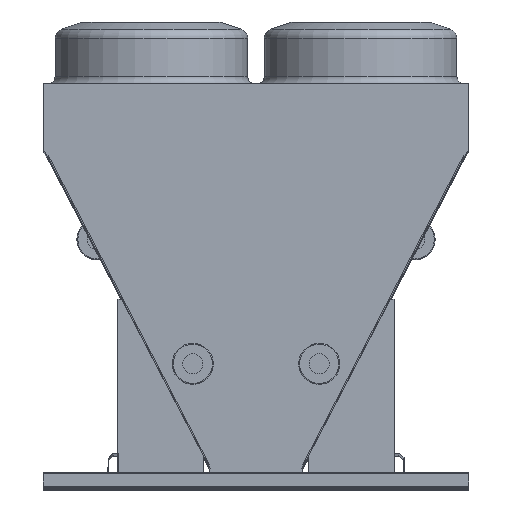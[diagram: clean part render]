
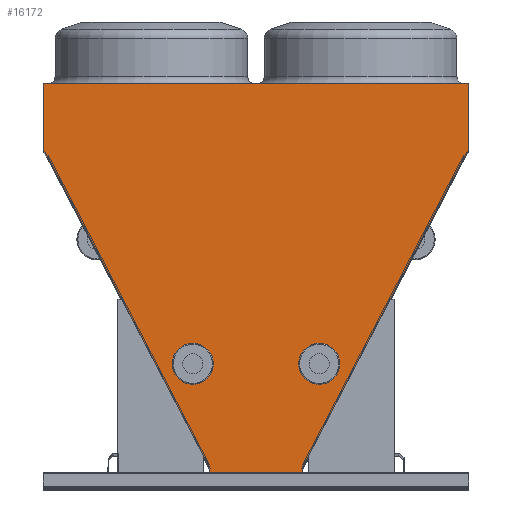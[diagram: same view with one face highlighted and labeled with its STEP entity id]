
A CAD part, top view. The second image highlights one B-rep face of the part: STEP entity #16172.
In plain terms, the highlighted planar face has unit normal (0, 0, 1).
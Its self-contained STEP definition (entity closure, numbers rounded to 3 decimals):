
#135 = VERTEX_POINT ( 'NONE', #9136 ) ;
#423 = LINE ( 'NONE', #17203, #7493 ) ;
#557 = LINE ( 'NONE', #24065, #23900 ) ;
#564 = CARTESIAN_POINT ( 'NONE',  ( 246.893, 17.358, 0. ) ) ;
#630 = DIRECTION ( 'NONE',  ( -1., 0., 0. ) ) ;
#1477 = VERTEX_POINT ( 'NONE', #26307 ) ;
#1781 = DIRECTION ( 'NONE',  ( 0., 0., -1. ) ) ;
#1786 = DIRECTION ( 'NONE',  ( -0.463, 0.886, 0. ) ) ;
#1822 = LINE ( 'NONE', #9927, #24211 ) ;
#2576 = CARTESIAN_POINT ( 'NONE',  ( 246.893, 1.482, 0. ) ) ;
#2660 = CARTESIAN_POINT ( 'NONE',  ( -279.893, 1.482, 0. ) ) ;
#3014 = FACE_OUTER_BOUND ( 'NONE', #19338, .T. ) ;
#3025 = ORIENTED_EDGE ( 'NONE', *, *, #23217, .T. ) ;
#3265 = VERTEX_POINT ( 'NONE', #15015 ) ;
#3273 = CARTESIAN_POINT ( 'NONE',  ( 245.39, 20.232, 0. ) ) ;
#3500 = ORIENTED_EDGE ( 'NONE', *, *, #25273, .T. ) ;
#3945 = VERTEX_POINT ( 'NONE', #29104 ) ;
#4266 = EDGE_CURVE ( 'NONE', #4525, #18160, #23515, .T. ) ;
#4525 = VERTEX_POINT ( 'NONE', #32511 ) ;
#4666 = CARTESIAN_POINT ( 'NONE',  ( 279.893, 0., 0. ) ) ;
#4796 = DIRECTION ( 'NONE',  ( 0.887, 0.462, 0. ) ) ;
#5226 = DIRECTION ( 'NONE',  ( -1., 0., 0. ) ) ;
#5313 = DIRECTION ( 'NONE',  ( 0.462, 0.887, 0. ) ) ;
#5797 = DIRECTION ( 'NONE',  ( 0.887, -0.462, 0. ) ) ;
#6617 = LINE ( 'NONE', #21090, #13815 ) ;
#6890 = DIRECTION ( 'NONE',  ( 0., 1., 0. ) ) ;
#7256 = VECTOR ( 'NONE', #630, 1000. ) ;
#7382 = ORIENTED_EDGE ( 'NONE', *, *, #28572, .T. ) ;
#7493 = VECTOR ( 'NONE', #4796, 1000. ) ;
#8063 = VERTEX_POINT ( 'NONE', #18028 ) ;
#8137 = EDGE_CURVE ( 'NONE', #33491, #8799, #20558, .T. ) ;
#8518 = LINE ( 'NONE', #34655, #25778 ) ;
#8671 = ORIENTED_EDGE ( 'NONE', *, *, #4266, .T. ) ;
#8799 = VERTEX_POINT ( 'NONE', #4666 ) ;
#9080 = DIRECTION ( 'NONE',  ( -1., 0., 0. ) ) ;
#9122 = LINE ( 'NONE', #29639, #33293 ) ;
#9136 = CARTESIAN_POINT ( 'NONE',  ( -1126.246, 1711.83, 0. ) ) ;
#9746 = LINE ( 'NONE', #27942, #25066 ) ;
#9747 = VERTEX_POINT ( 'NONE', #2576 ) ;
#9802 = VECTOR ( 'NONE', #5226, 1000. ) ;
#9927 = CARTESIAN_POINT ( 'NONE',  ( 1136.15, 2083.62, 0. ) ) ;
#10112 = VERTEX_POINT ( 'NONE', #19989 ) ;
#10128 = CARTESIAN_POINT ( 'NONE',  ( -246.893, 17.358, 0. ) ) ;
#10213 = DIRECTION ( 'NONE',  ( 0., -1., 0. ) ) ;
#10462 = EDGE_CURVE ( 'NONE', #11331, #4525, #1822, .T. ) ;
#11331 = VERTEX_POINT ( 'NONE', #33140 ) ;
#12031 = DIRECTION ( 'NONE',  ( 0.462, -0.887, 0. ) ) ;
#12270 = DIRECTION ( 'NONE',  ( 1., 0., 0. ) ) ;
#12330 = VERTEX_POINT ( 'NONE', #3273 ) ;
#13180 = DIRECTION ( 'NONE',  ( 0., -1., 0. ) ) ;
#13588 = LINE ( 'NONE', #26183, #28781 ) ;
#13815 = VECTOR ( 'NONE', #12031, 1000. ) ;
#14149 = EDGE_CURVE ( 'NONE', #18160, #21336, #37619, .T. ) ;
#14259 = ORIENTED_EDGE ( 'NONE', *, *, #28851, .T. ) ;
#15015 = CARTESIAN_POINT ( 'NONE',  ( 1127.607, 1711.053, 0. ) ) ;
#15452 = VECTOR ( 'NONE', #38078, 1000. ) ;
#16172 = ADVANCED_FACE ( 'NONE', ( #3014 ), #16992, .F. ) ;
#16304 = ORIENTED_EDGE ( 'NONE', *, *, #19985, .T. ) ;
#16345 = LINE ( 'NONE', #564, #25380 ) ;
#16726 = EDGE_CURVE ( 'NONE', #3265, #11331, #9122, .T. ) ;
#16992 = PLANE ( 'NONE',  #17901 ) ;
#17203 = CARTESIAN_POINT ( 'NONE',  ( -1127.739, 1711.053, 0. ) ) ;
#17218 = CARTESIAN_POINT ( 'NONE',  ( -246.893, 17.358, 0. ) ) ;
#17307 = LINE ( 'NONE', #17218, #15452 ) ;
#17512 = EDGE_CURVE ( 'NONE', #27804, #3265, #557, .T. ) ;
#17632 = ORIENTED_EDGE ( 'NONE', *, *, #24500, .T. ) ;
#17901 = AXIS2_PLACEMENT_3D ( 'NONE', #37870, #1781, #23091 ) ;
#18028 = CARTESIAN_POINT ( 'NONE',  ( -245.403, 20.223, 0. ) ) ;
#18160 = VERTEX_POINT ( 'NONE', #36919 ) ;
#19145 = CARTESIAN_POINT ( 'NONE',  ( -246.893, 17.358, 0. ) ) ;
#19249 = EDGE_CURVE ( 'NONE', #12330, #27804, #9746, .T. ) ;
#19338 = EDGE_LOOP ( 'NONE', ( #23380, #14259, #7382, #30615, #33343, #3500, #17632, #3025, #37707, #20270, #24133, #36420, #16304, #29962, #20857, #37113, #29207, #8671 ) ) ;
#19985 = EDGE_CURVE ( 'NONE', #1477, #12330, #13588, .T. ) ;
#19989 = CARTESIAN_POINT ( 'NONE',  ( -246.893, 1.482, 0. ) ) ;
#20270 = ORIENTED_EDGE ( 'NONE', *, *, #22574, .T. ) ;
#20558 = LINE ( 'NONE', #21201, #26788 ) ;
#20857 = ORIENTED_EDGE ( 'NONE', *, *, #17512, .T. ) ;
#20994 = EDGE_CURVE ( 'NONE', #9747, #1477, #16345, .T. ) ;
#21090 = CARTESIAN_POINT ( 'NONE',  ( -245.403, 20.223, 0. ) ) ;
#21179 = CARTESIAN_POINT ( 'NONE',  ( 279.893, 1.482, 0. ) ) ;
#21201 = CARTESIAN_POINT ( 'NONE',  ( 279.893, 0., 0. ) ) ;
#21336 = VERTEX_POINT ( 'NONE', #35783 ) ;
#21346 = VECTOR ( 'NONE', #21568, 1000. ) ;
#21568 = DIRECTION ( 'NONE',  ( 0.462, -0.887, 0. ) ) ;
#21822 = EDGE_CURVE ( 'NONE', #30792, #9747, #38705, .T. ) ;
#21841 = DIRECTION ( 'NONE',  ( 0.462, 0.887, 0. ) ) ;
#21882 = DIRECTION ( 'NONE',  ( 0., 1., 0. ) ) ;
#21937 = CARTESIAN_POINT ( 'NONE',  ( -1136.282, 2083.62, 0. ) ) ;
#22364 = VECTOR ( 'NONE', #10213, 1000. ) ;
#22574 = EDGE_CURVE ( 'NONE', #8799, #30792, #8518, .T. ) ;
#23091 = DIRECTION ( 'NONE',  ( -1., 0., 0. ) ) ;
#23217 = EDGE_CURVE ( 'NONE', #27843, #33491, #30376, .T. ) ;
#23380 = ORIENTED_EDGE ( 'NONE', *, *, #14149, .T. ) ;
#23484 = CARTESIAN_POINT ( 'NONE',  ( -279.893, 1.482, 0. ) ) ;
#23515 = LINE ( 'NONE', #21937, #7256 ) ;
#23564 = LINE ( 'NONE', #19145, #29691 ) ;
#23900 = VECTOR ( 'NONE', #5797, 1000. ) ;
#24065 = CARTESIAN_POINT ( 'NONE',  ( 1127.607, 1711.053, 0. ) ) ;
#24133 = ORIENTED_EDGE ( 'NONE', *, *, #21822, .T. ) ;
#24211 = VECTOR ( 'NONE', #6890, 1000. ) ;
#24332 = CARTESIAN_POINT ( 'NONE',  ( 279.893, 1.482, 0. ) ) ;
#24500 = EDGE_CURVE ( 'NONE', #10112, #27843, #33012, .T. ) ;
#25066 = VECTOR ( 'NONE', #21841, 1000. ) ;
#25273 = EDGE_CURVE ( 'NONE', #34783, #10112, #23564, .T. ) ;
#25336 = CARTESIAN_POINT ( 'NONE',  ( -1136.282, 1727.462, 0. ) ) ;
#25380 = VECTOR ( 'NONE', #21882, 1000. ) ;
#25778 = VECTOR ( 'NONE', #28636, 1000. ) ;
#25977 = EDGE_CURVE ( 'NONE', #8063, #34783, #17307, .T. ) ;
#26183 = CARTESIAN_POINT ( 'NONE',  ( 246.893, 17.358, 0. ) ) ;
#26307 = CARTESIAN_POINT ( 'NONE',  ( 246.893, 17.358, 0. ) ) ;
#26788 = VECTOR ( 'NONE', #12270, 1000. ) ;
#27804 = VERTEX_POINT ( 'NONE', #29918 ) ;
#27843 = VERTEX_POINT ( 'NONE', #2660 ) ;
#27942 = CARTESIAN_POINT ( 'NONE',  ( 245.39, 20.232, 0. ) ) ;
#28059 = EDGE_CURVE ( 'NONE', #135, #8063, #6617, .T. ) ;
#28382 = CARTESIAN_POINT ( 'NONE',  ( -279.893, 0., 0. ) ) ;
#28572 = EDGE_CURVE ( 'NONE', #3945, #135, #423, .T. ) ;
#28636 = DIRECTION ( 'NONE',  ( 0., 1., 0. ) ) ;
#28781 = VECTOR ( 'NONE', #1786, 1000. ) ;
#28851 = EDGE_CURVE ( 'NONE', #21336, #3945, #29391, .T. ) ;
#29104 = CARTESIAN_POINT ( 'NONE',  ( -1127.739, 1711.053, 0. ) ) ;
#29207 = ORIENTED_EDGE ( 'NONE', *, *, #10462, .T. ) ;
#29391 = LINE ( 'NONE', #33481, #21346 ) ;
#29639 = CARTESIAN_POINT ( 'NONE',  ( 1127.607, 1711.053, 0. ) ) ;
#29691 = VECTOR ( 'NONE', #13180, 1000. ) ;
#29833 = VECTOR ( 'NONE', #37232, 1000. ) ;
#29918 = CARTESIAN_POINT ( 'NONE',  ( 1126.218, 1711.776, 0. ) ) ;
#29962 = ORIENTED_EDGE ( 'NONE', *, *, #19249, .T. ) ;
#30376 = LINE ( 'NONE', #37217, #22364 ) ;
#30615 = ORIENTED_EDGE ( 'NONE', *, *, #28059, .T. ) ;
#30792 = VERTEX_POINT ( 'NONE', #21179 ) ;
#30977 = VECTOR ( 'NONE', #9080, 1000. ) ;
#32511 = CARTESIAN_POINT ( 'NONE',  ( 1136.15, 2083.62, 0. ) ) ;
#33012 = LINE ( 'NONE', #23484, #9802 ) ;
#33140 = CARTESIAN_POINT ( 'NONE',  ( 1136.15, 1727.462, 0. ) ) ;
#33293 = VECTOR ( 'NONE', #5313, 1000. ) ;
#33343 = ORIENTED_EDGE ( 'NONE', *, *, #25977, .T. ) ;
#33481 = CARTESIAN_POINT ( 'NONE',  ( -1127.739, 1711.053, 0. ) ) ;
#33491 = VERTEX_POINT ( 'NONE', #28382 ) ;
#34655 = CARTESIAN_POINT ( 'NONE',  ( 279.893, 0., 0. ) ) ;
#34783 = VERTEX_POINT ( 'NONE', #10128 ) ;
#35783 = CARTESIAN_POINT ( 'NONE',  ( -1136.282, 1727.462, 0. ) ) ;
#36420 = ORIENTED_EDGE ( 'NONE', *, *, #20994, .T. ) ;
#36919 = CARTESIAN_POINT ( 'NONE',  ( -1136.282, 2083.62, 0. ) ) ;
#37113 = ORIENTED_EDGE ( 'NONE', *, *, #16726, .T. ) ;
#37217 = CARTESIAN_POINT ( 'NONE',  ( -279.893, 0., 0. ) ) ;
#37232 = DIRECTION ( 'NONE',  ( 0., -1., 0. ) ) ;
#37619 = LINE ( 'NONE', #25336, #29833 ) ;
#37707 = ORIENTED_EDGE ( 'NONE', *, *, #8137, .T. ) ;
#37870 = CARTESIAN_POINT ( 'NONE',  ( 0., 0., 0. ) ) ;
#38078 = DIRECTION ( 'NONE',  ( -0.461, -0.887, 0. ) ) ;
#38705 = LINE ( 'NONE', #24332, #30977 ) ;
